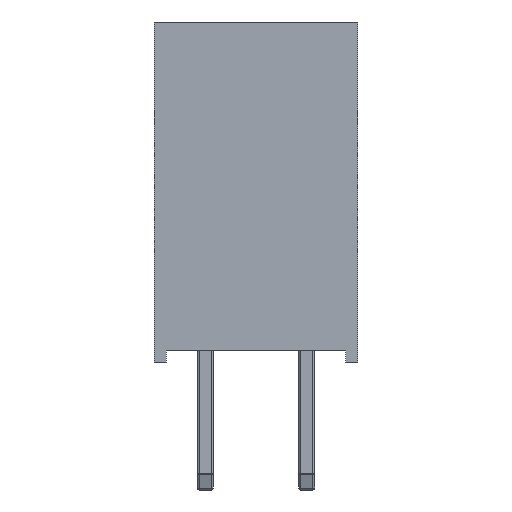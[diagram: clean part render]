
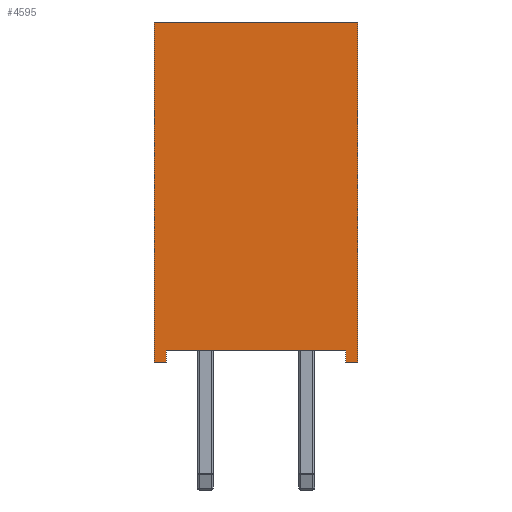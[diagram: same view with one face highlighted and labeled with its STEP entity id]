
A CAD part, left-side view. The second image highlights one B-rep face of the part: STEP entity #4595.
In plain terms, the highlighted planar face has unit normal (-1, 0, 0).
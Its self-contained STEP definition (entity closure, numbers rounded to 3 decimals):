
#622=FACE_OUTER_BOUND('',#912,.T.);
#912=EDGE_LOOP('',(#2972,#2973,#2974,#2975,#2976,#2977,#2978,#2979));
#1234=LINE('',#7153,#1582);
#1235=LINE('',#7156,#1583);
#1237=LINE('',#7160,#1585);
#1238=LINE('',#7162,#1586);
#1239=LINE('',#7164,#1587);
#1240=LINE('',#7166,#1588);
#1241=LINE('',#7168,#1589);
#1242=LINE('',#7169,#1590);
#1582=VECTOR('',#5576,10.);
#1583=VECTOR('',#5579,10.);
#1585=VECTOR('',#5583,10.);
#1586=VECTOR('',#5584,10.);
#1587=VECTOR('',#5585,10.);
#1588=VECTOR('',#5586,10.);
#1589=VECTOR('',#5587,10.);
#1590=VECTOR('',#5588,10.);
#1928=VERTEX_POINT('',#7149);
#1929=VERTEX_POINT('',#7151);
#1930=VERTEX_POINT('',#7155);
#1931=VERTEX_POINT('',#7159);
#1932=VERTEX_POINT('',#7161);
#1933=VERTEX_POINT('',#7163);
#1934=VERTEX_POINT('',#7165);
#1935=VERTEX_POINT('',#7167);
#2306=EDGE_CURVE('',#1928,#1929,#1234,.T.);
#2307=EDGE_CURVE('',#1930,#1928,#1235,.T.);
#2309=EDGE_CURVE('',#1929,#1931,#1237,.T.);
#2310=EDGE_CURVE('',#1931,#1932,#1238,.T.);
#2311=EDGE_CURVE('',#1932,#1933,#1239,.T.);
#2312=EDGE_CURVE('',#1933,#1934,#1240,.T.);
#2313=EDGE_CURVE('',#1935,#1934,#1241,.T.);
#2314=EDGE_CURVE('',#1930,#1935,#1242,.T.);
#2972=ORIENTED_EDGE('',*,*,#2309,.T.);
#2973=ORIENTED_EDGE('',*,*,#2310,.T.);
#2974=ORIENTED_EDGE('',*,*,#2311,.T.);
#2975=ORIENTED_EDGE('',*,*,#2312,.T.);
#2976=ORIENTED_EDGE('',*,*,#2313,.F.);
#2977=ORIENTED_EDGE('',*,*,#2314,.F.);
#2978=ORIENTED_EDGE('',*,*,#2307,.T.);
#2979=ORIENTED_EDGE('',*,*,#2306,.T.);
#4266=PLANE('',#4939);
#4595=ADVANCED_FACE('',(#622),#4266,.T.);
#4939=AXIS2_PLACEMENT_3D('',#7158,#5581,#5582);
#5576=DIRECTION('',(0.,0.,1.));
#5579=DIRECTION('',(0.,-1.,0.));
#5581=DIRECTION('center_axis',(-1.,0.,0.));
#5582=DIRECTION('ref_axis',(0.,-1.,0.));
#5583=DIRECTION('',(0.,-1.,0.));
#5584=DIRECTION('',(0.,0.,-1.));
#5585=DIRECTION('',(0.,-1.,0.));
#5586=DIRECTION('',(0.,0.,1.));
#5587=DIRECTION('',(0.,-1.,0.));
#5588=DIRECTION('',(0.,0.,1.));
#7149=CARTESIAN_POINT('',(-1.27,3.51,0.));
#7151=CARTESIAN_POINT('',(-1.27,3.51,0.3));
#7153=CARTESIAN_POINT('',(-1.27,3.51,0.));
#7155=CARTESIAN_POINT('',(-1.27,3.81,0.));
#7156=CARTESIAN_POINT('',(-1.27,3.81,0.));
#7158=CARTESIAN_POINT('Origin',(-1.27,1.27,0.));
#7159=CARTESIAN_POINT('',(-1.27,-0.97,0.3));
#7160=CARTESIAN_POINT('',(-1.27,1.27,0.3));
#7161=CARTESIAN_POINT('',(-1.27,-0.97,0.));
#7162=CARTESIAN_POINT('',(-1.27,-0.97,0.));
#7163=CARTESIAN_POINT('',(-1.27,-1.27,0.));
#7164=CARTESIAN_POINT('',(-1.27,1.27,0.));
#7165=CARTESIAN_POINT('',(-1.27,-1.27,8.5));
#7166=CARTESIAN_POINT('',(-1.27,-1.27,0.));
#7167=CARTESIAN_POINT('',(-1.27,3.81,8.5));
#7168=CARTESIAN_POINT('',(-1.27,3.81,8.5));
#7169=CARTESIAN_POINT('',(-1.27,3.81,0.));
